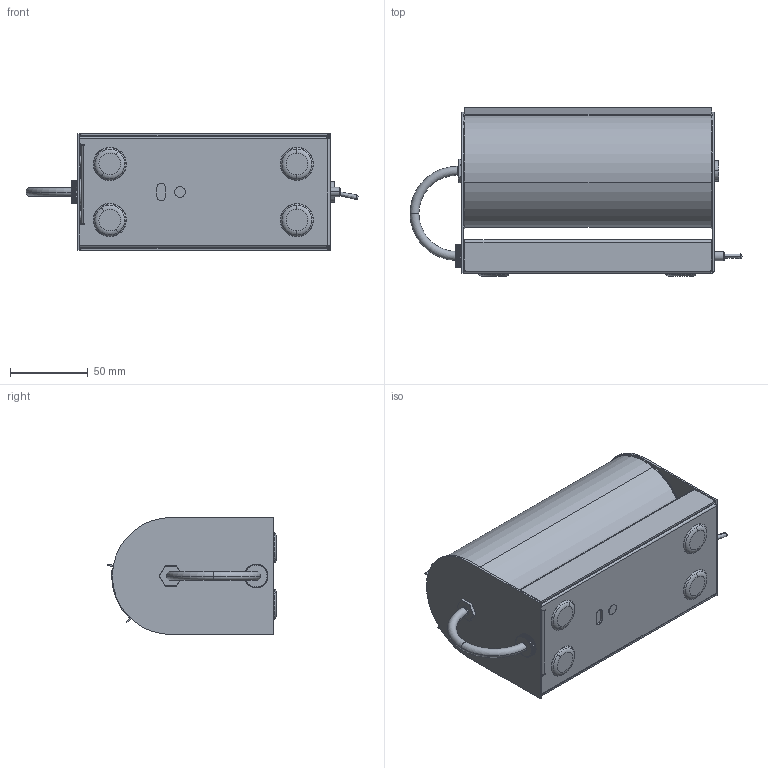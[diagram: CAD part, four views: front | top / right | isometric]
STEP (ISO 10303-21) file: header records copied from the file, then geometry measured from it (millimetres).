
FILE_DESCRIPTION (( 'STEP AP214' ), '1' );
FILE_NAME ('800CYLENB311.STEP', '2020-07-03T10:31:32', ( 'User' ), ( 'Hewlett-Packard Company' ), 'SwSTEP 2.0', 'SolidWorks 2016', '' );
FILE_SCHEMA (( 'AUTOMOTIVE_DESIGN' ));
Length unit declared in the file: millimetre
Products named in the file (1): 800CYLENB311
Bounding box: 212.92 x 108.32 x 75 mm (x, y, z)
Volume: 221055.6 mm3; surface area: 183531.1 mm2
Topology: 1 solids, 1 shells, 778 faces, 2175 edges, 1400 vertices
Faces by surface type: cylinder 462, plane 236, torus 40, cone 20, sphere 14, bspline 6
Entity records: 32339 total; most frequent: CARTESIAN_POINT 8767, ORIENTED_EDGE 4316, DIRECTION 3706, EDGE_CURVE 2158, VERTEX_POINT 1397, AXIS2_PLACEMENT_3D 1340, LINE 1026, VECTOR 1026
